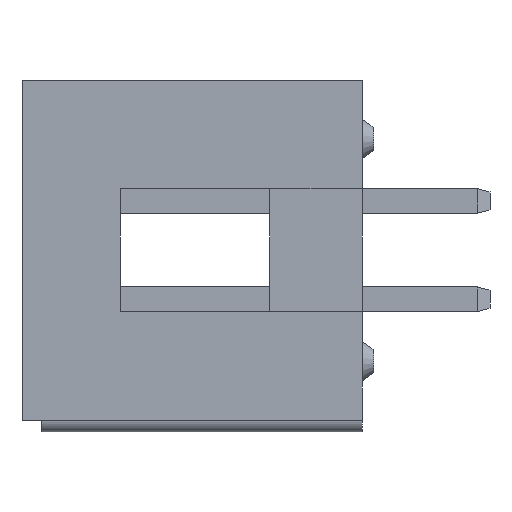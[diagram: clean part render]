
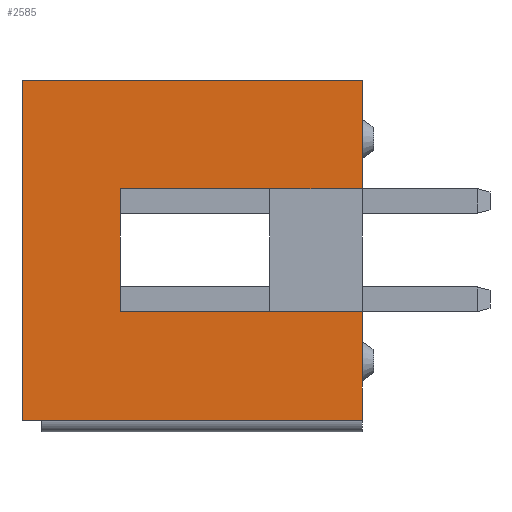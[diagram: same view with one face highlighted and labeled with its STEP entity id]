
A CAD part, left-side view. The second image highlights one B-rep face of the part: STEP entity #2585.
In plain terms, the highlighted planar face has unit normal (-1, 0, 0).
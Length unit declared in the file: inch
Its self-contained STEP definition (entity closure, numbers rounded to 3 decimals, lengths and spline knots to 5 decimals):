
#6 = CARTESIAN_POINT ( 'NONE',  ( -0.3975, 0.258, 0.0625 ) ) ;
#151 = LINE ( 'NONE', #823, #2422 ) ;
#407 = LINE ( 'NONE', #3633, #6438 ) ;
#415 = CARTESIAN_POINT ( 'NONE',  ( -0.3975, 1.58789, -0.173 ) ) ;
#652 = CARTESIAN_POINT ( 'NONE',  ( -0.3975, 0.358, 0.173 ) ) ;
#823 = CARTESIAN_POINT ( 'NONE',  ( -0.3975, 0.012, 0.173 ) ) ;
#892 = VECTOR ( 'NONE', #5616, 39.37008 ) ;
#1042 = AXIS2_PLACEMENT_3D ( 'NONE', #3624, #2945, #1106 ) ;
#1106 = DIRECTION ( 'NONE',  ( 0., 0., 1. ) ) ;
#1415 = EDGE_CURVE ( 'NONE', #9661, #5005, #9285, .T. ) ;
#1432 = DIRECTION ( 'NONE',  ( 0., -1., 0. ) ) ;
#1604 = CARTESIAN_POINT ( 'NONE',  ( -0.3975, 0.258, 0.0625 ) ) ;
#2040 = ORIENTED_EDGE ( 'NONE', *, *, #6268, .T. ) ;
#2061 = VECTOR ( 'NONE', #1432, 39.37008 ) ;
#2218 = CARTESIAN_POINT ( 'NONE',  ( -0.3975, 0.012, 0.0625 ) ) ;
#2330 = EDGE_CURVE ( 'NONE', #8018, #9058, #5299, .T. ) ;
#2384 = VECTOR ( 'NONE', #2905, 39.37008 ) ;
#2399 = LINE ( 'NONE', #1604, #892 ) ;
#2422 = VECTOR ( 'NONE', #8913, 39.37008 ) ;
#2470 = ORIENTED_EDGE ( 'NONE', *, *, #2330, .F. ) ;
#2508 = EDGE_CURVE ( 'NONE', #9058, #5005, #5022, .T. ) ;
#2563 = VECTOR ( 'NONE', #4105, 39.37008 ) ;
#2585 = ADVANCED_FACE ( 'NONE', ( #5328 ), #4417, .T. ) ;
#2771 = VECTOR ( 'NONE', #9964, 39.37008 ) ;
#2905 = DIRECTION ( 'NONE',  ( 0., -1., 0. ) ) ;
#2933 = EDGE_CURVE ( 'NONE', #4020, #6036, #2399, .T. ) ;
#2945 = DIRECTION ( 'NONE',  ( -1., 0., 0. ) ) ;
#3028 = EDGE_CURVE ( 'NONE', #3168, #6036, #151, .T. ) ;
#3087 = EDGE_CURVE ( 'NONE', #6091, #3168, #3528, .T. ) ;
#3168 = VERTEX_POINT ( 'NONE', #5975 ) ;
#3528 = LINE ( 'NONE', #9222, #2771 ) ;
#3624 = CARTESIAN_POINT ( 'NONE',  ( -0.3975, 1.58789, 0.173 ) ) ;
#3633 = CARTESIAN_POINT ( 'NONE',  ( -0.3975, 0.258, 0.0625 ) ) ;
#3721 = ORIENTED_EDGE ( 'NONE', *, *, #3087, .F. ) ;
#3755 = ORIENTED_EDGE ( 'NONE', *, *, #2933, .T. ) ;
#3779 = VECTOR ( 'NONE', #4676, 39.37008 ) ;
#4020 = VERTEX_POINT ( 'NONE', #6 ) ;
#4105 = DIRECTION ( 'NONE',  ( 0., 0., -1. ) ) ;
#4417 = PLANE ( 'NONE',  #1042 ) ;
#4531 = CARTESIAN_POINT ( 'NONE',  ( -0.3975, 0.358, -0.173 ) ) ;
#4676 = DIRECTION ( 'NONE',  ( 0., 0., -1. ) ) ;
#4718 = CARTESIAN_POINT ( 'NONE',  ( -0.3975, 0.358, 0.173 ) ) ;
#4859 = EDGE_LOOP ( 'NONE', ( #3755, #10286, #3721, #2040, #5199, #5746, #2470, #9387 ) ) ;
#5005 = VERTEX_POINT ( 'NONE', #7308 ) ;
#5022 = LINE ( 'NONE', #9748, #2563 ) ;
#5199 = ORIENTED_EDGE ( 'NONE', *, *, #1415, .T. ) ;
#5299 = LINE ( 'NONE', #7807, #2061 ) ;
#5328 = FACE_OUTER_BOUND ( 'NONE', #4859, .T. ) ;
#5616 = DIRECTION ( 'NONE',  ( 0., -1., 0. ) ) ;
#5746 = ORIENTED_EDGE ( 'NONE', *, *, #2508, .F. ) ;
#5975 = CARTESIAN_POINT ( 'NONE',  ( -0.3975, 0.012, 0.173 ) ) ;
#6036 = VERTEX_POINT ( 'NONE', #2218 ) ;
#6091 = VERTEX_POINT ( 'NONE', #652 ) ;
#6268 = EDGE_CURVE ( 'NONE', #6091, #9661, #10459, .T. ) ;
#6438 = VECTOR ( 'NONE', #8382, 39.37008 ) ;
#7308 = CARTESIAN_POINT ( 'NONE',  ( -0.3975, 0.012, -0.173 ) ) ;
#7602 = CARTESIAN_POINT ( 'NONE',  ( -0.3975, 0.258, -0.0625 ) ) ;
#7807 = CARTESIAN_POINT ( 'NONE',  ( -0.3975, 0.258, -0.0625 ) ) ;
#8018 = VERTEX_POINT ( 'NONE', #7602 ) ;
#8382 = DIRECTION ( 'NONE',  ( 0., 0., -1. ) ) ;
#8913 = DIRECTION ( 'NONE',  ( 0., 0., -1. ) ) ;
#9058 = VERTEX_POINT ( 'NONE', #9336 ) ;
#9222 = CARTESIAN_POINT ( 'NONE',  ( -0.3975, 1.58789, 0.173 ) ) ;
#9285 = LINE ( 'NONE', #415, #2384 ) ;
#9336 = CARTESIAN_POINT ( 'NONE',  ( -0.3975, 0.012, -0.0625 ) ) ;
#9387 = ORIENTED_EDGE ( 'NONE', *, *, #9641, .F. ) ;
#9641 = EDGE_CURVE ( 'NONE', #4020, #8018, #407, .T. ) ;
#9661 = VERTEX_POINT ( 'NONE', #4531 ) ;
#9748 = CARTESIAN_POINT ( 'NONE',  ( -0.3975, 0.012, 0.173 ) ) ;
#9964 = DIRECTION ( 'NONE',  ( 0., -1., 0. ) ) ;
#10286 = ORIENTED_EDGE ( 'NONE', *, *, #3028, .F. ) ;
#10459 = LINE ( 'NONE', #4718, #3779 ) ;
